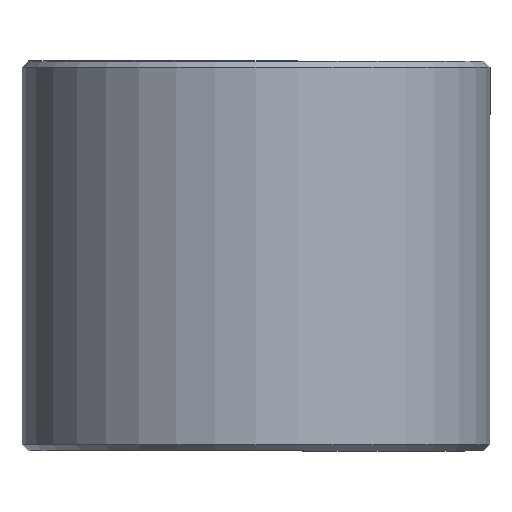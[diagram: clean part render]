
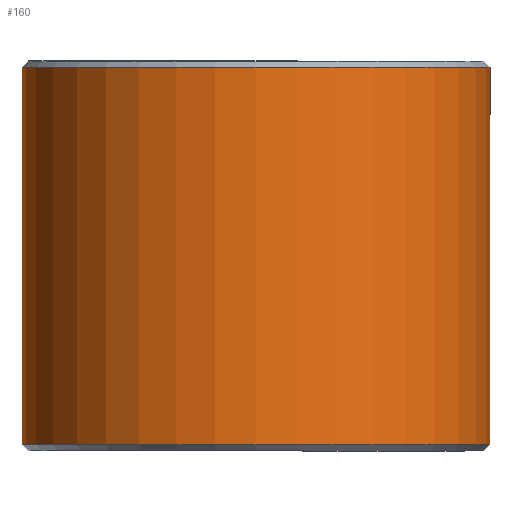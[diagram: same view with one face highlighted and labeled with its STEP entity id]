
A CAD part, front view. The second image highlights one B-rep face of the part: STEP entity #160.
In plain terms, the highlighted cylindrical face has radius 30 mm (diameter 60 mm), a full revolution.
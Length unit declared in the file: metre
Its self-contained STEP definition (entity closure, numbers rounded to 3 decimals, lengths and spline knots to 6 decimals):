
#160=ADVANCED_FACE('',(#186,#187),#188,.T.);
#186=FACE_OUTER_BOUND('',#888,.T.);
#187=FACE_OUTER_BOUND('',#889,.T.);
#188=CYLINDRICAL_SURFACE('',#890,0.03);
#888=EDGE_LOOP('',(#1615));
#889=EDGE_LOOP('',(#1616));
#890=AXIS2_PLACEMENT_3D('',#1617,#1618,#1619);
#1615=ORIENTED_EDGE('',*,*,#1660,.T.);
#1616=ORIENTED_EDGE('',*,*,#1661,.F.);
#1617=CARTESIAN_POINT('',(0.0,0.0,0.));
#1618=DIRECTION('',(0.0,0.,-1.0));
#1619=DIRECTION('',(0.0,1.0,0.));
#1660=EDGE_CURVE('',#1692,#1692,#1693,.T.);
#1661=EDGE_CURVE('',#1694,#1694,#1695,.T.);
#1692=VERTEX_POINT('',#1956);
#1693=CIRCLE('',#1957,0.03);
#1694=VERTEX_POINT('',#1958);
#1695=CIRCLE('',#1959,0.03);
#1956=CARTESIAN_POINT('',(0.0,0.03,0.0492));
#1957=AXIS2_PLACEMENT_3D('',#1992,#1993,#1994);
#1958=CARTESIAN_POINT('',(0.0,0.03,0.0008));
#1959=AXIS2_PLACEMENT_3D('',#1995,#1996,#1997);
#1992=CARTESIAN_POINT('',(0.0,0.0,0.0492));
#1993=DIRECTION('',(0.0,0.,-1.0));
#1994=DIRECTION('',(0.0,1.0,0.));
#1995=CARTESIAN_POINT('',(0.0,0.0,0.0008));
#1996=DIRECTION('',(0.0,0.,-1.0));
#1997=DIRECTION('',(0.0,1.0,0.));
